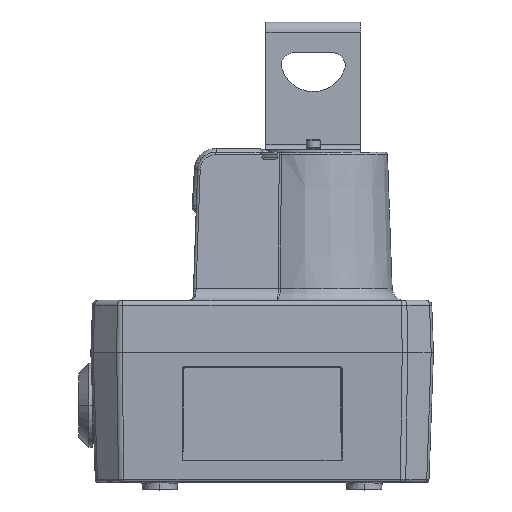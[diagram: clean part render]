
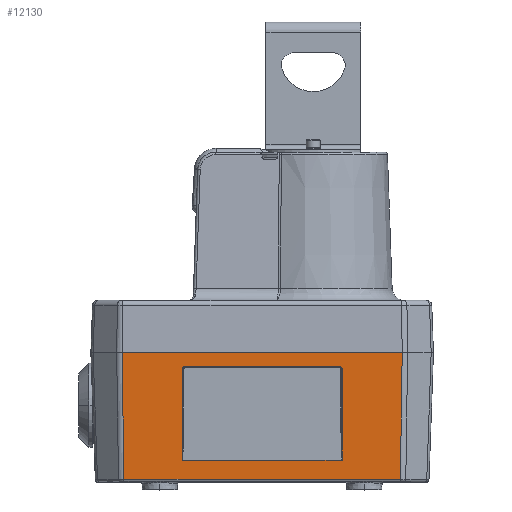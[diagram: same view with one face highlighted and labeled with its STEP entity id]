
A CAD part, top view. The second image highlights one B-rep face of the part: STEP entity #12130.
In plain terms, the highlighted face is planar.
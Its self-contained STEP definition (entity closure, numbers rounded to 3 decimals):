
#1026 = EDGE_LOOP ( 'NONE', ( #18328, #8493, #30727, #6791 ) ) ;
#1160 = CARTESIAN_POINT ( 'NONE',  ( 31.3, -5.249, -66.817 ) ) ;
#1326 = DIRECTION ( 'NONE',  ( -1., 0., 0. ) ) ;
#1330 = B_SPLINE_CURVE_WITH_KNOTS ( 'NONE', 3,
 ( #20878, #31783, #7319, #18210, #29079, #4647, #15533, #26413, #1972, #12863 ),
 .UNSPECIFIED., .F., .F.,
 ( 4, 3, 3, 4 ),
 ( 0., 0., 0., 0. ),
 .UNSPECIFIED. ) ;
#1375 = CARTESIAN_POINT ( 'NONE',  ( -30., -4.71, -66.836 ) ) ;
#1612 = ORIENTED_EDGE ( 'NONE', *, *, #25750, .T. ) ;
#1752 = FACE_BOUND ( 'NONE', #24778, .T. ) ;
#1830 = CARTESIAN_POINT ( 'NONE',  ( 56.037, -4.71, -66.836 ) ) ;
#1937 = EDGE_CURVE ( 'NONE', #3821, #11524, #8736, .T. ) ;
#1972 = CARTESIAN_POINT ( 'NONE',  ( 31.299, -41.518, -65.55 ) ) ;
#3258 = CARTESIAN_POINT ( 'NONE',  ( 31.3, -41.517, -65.55 ) ) ;
#3353 = CARTESIAN_POINT ( 'NONE',  ( -31.285, -41.523, -65.55 ) ) ;
#3463 = ORIENTED_EDGE ( 'NONE', *, *, #22563, .T. ) ;
#3821 = VERTEX_POINT ( 'NONE', #20569 ) ;
#4647 = CARTESIAN_POINT ( 'NONE',  ( 31.296, -41.52, -65.55 ) ) ;
#4669 = DIRECTION ( 'NONE',  ( 1., 0., 0. ) ) ;
#5611 = VERTEX_POINT ( 'NONE', #8173 ) ;
#5863 = CARTESIAN_POINT ( 'NONE',  ( -30., -4.71, -66.836 ) ) ;
#6038 = CARTESIAN_POINT ( 'NONE',  ( -31.293, -41.522, -65.55 ) ) ;
#6286 = CARTESIAN_POINT ( 'NONE',  ( 54.795, 0.018, -67.001 ) ) ;
#6709 = VECTOR ( 'NONE', #1326, 1000. ) ;
#6791 = ORIENTED_EDGE ( 'NONE', *, *, #26696, .F. ) ;
#7319 = CARTESIAN_POINT ( 'NONE',  ( 31.291, -41.522, -65.55 ) ) ;
#8024 = DIRECTION ( 'NONE',  ( -0.014, 0.999, -0.035 ) ) ;
#8099 = EDGE_CURVE ( 'NONE', #28809, #32340, #18228, .T. ) ;
#8173 = CARTESIAN_POINT ( 'NONE',  ( -54.802, 0.5, -67.017 ) ) ;
#8252 = EDGE_CURVE ( 'NONE', #21610, #18940, #32864, .T. ) ;
#8410 = CARTESIAN_POINT ( 'NONE',  ( 31.3, 0., -67. ) ) ;
#8493 = ORIENTED_EDGE ( 'NONE', *, *, #1937, .T. ) ;
#8610 = CARTESIAN_POINT ( 'NONE',  ( 30., -4.71, -66.836 ) ) ;
#8641 = AXIS2_PLACEMENT_3D ( 'NONE', #34408, #9954, #20829 ) ;
#8712 = CARTESIAN_POINT ( 'NONE',  ( -31.297, -41.519, -65.55 ) ) ;
#8736 = LINE ( 'NONE', #19608, #20532 ) ;
#9062 =( BOUNDED_CURVE ( )  B_SPLINE_CURVE ( 3, ( #1375, #12257, #23146, #34037 ),
 .UNSPECIFIED., .F., .F. ) 
 B_SPLINE_CURVE_WITH_KNOTS ( ( 4, 4 ),
 ( 3.142, 4.712 ),
 .UNSPECIFIED. ) 
 CURVE ( )  GEOMETRIC_REPRESENTATION_ITEM ( )  RATIONAL_B_SPLINE_CURVE ( ( 1., 0.805, 0.805, 1. ) ) 
 REPRESENTATION_ITEM ( '' )  );
#9496 = CARTESIAN_POINT ( 'NONE',  ( -31.285, -41.523, -65.55 ) ) ;
#9607 = CARTESIAN_POINT ( 'NONE',  ( 31.285, -41.523, -65.55 ) ) ;
#9954 = DIRECTION ( 'NONE',  ( 0., -0.035, -0.999 ) ) ;
#10401 = LINE ( 'NONE', #21279, #27009 ) ;
#10857 = ORIENTED_EDGE ( 'NONE', *, *, #14980, .T. ) ;
#11390 = CARTESIAN_POINT ( 'NONE',  ( -31.3, -41.517, -65.55 ) ) ;
#11524 = VERTEX_POINT ( 'NONE', #23299 ) ;
#12053 = CARTESIAN_POINT ( 'NONE',  ( 30.762, -4.71, -66.836 ) ) ;
#12130 = ADVANCED_FACE ( 'NONE', ( #1752, #12638 ), #23520, .T. ) ;
#12257 = CARTESIAN_POINT ( 'NONE',  ( -30.762, -4.71, -66.836 ) ) ;
#12319 = ORIENTED_EDGE ( 'NONE', *, *, #23412, .T. ) ;
#12360 = CARTESIAN_POINT ( 'NONE',  ( -31.3, -6.01, -66.79 ) ) ;
#12377 =( BOUNDED_CURVE ( )  B_SPLINE_CURVE ( 3, ( #25611, #1160, #12053, #22938 ),
 .UNSPECIFIED., .F., .F. ) 
 B_SPLINE_CURVE_WITH_KNOTS ( ( 4, 4 ),
 ( 1.571, 3.142 ),
 .UNSPECIFIED. ) 
 CURVE ( )  GEOMETRIC_REPRESENTATION_ITEM ( )  RATIONAL_B_SPLINE_CURVE ( ( 1., 0.805, 0.805, 1. ) ) 
 REPRESENTATION_ITEM ( '' )  );
#12638 = FACE_OUTER_BOUND ( 'NONE', #1026, .T. ) ;
#12718 = DIRECTION ( 'NONE',  ( -1., 0., 0. ) ) ;
#12863 = CARTESIAN_POINT ( 'NONE',  ( 31.3, -41.517, -65.55 ) ) ;
#14265 = VECTOR ( 'NONE', #12718, 1000. ) ;
#14895 = LINE ( 'NONE', #25771, #6709 ) ;
#14980 = EDGE_CURVE ( 'NONE', #15195, #28386, #10401, .T. ) ;
#15195 = VERTEX_POINT ( 'NONE', #12360 ) ;
#15533 = CARTESIAN_POINT ( 'NONE',  ( 31.297, -41.519, -65.55 ) ) ;
#16662 = ORIENTED_EDGE ( 'NONE', *, *, #8252, .T. ) ;
#16921 = CARTESIAN_POINT ( 'NONE',  ( -31.29, -41.522, -65.55 ) ) ;
#17173 = DIRECTION ( 'NONE',  ( -0.014, -0.999, 0.035 ) ) ;
#18199 = CARTESIAN_POINT ( 'NONE',  ( 31.3, -6.01, -66.79 ) ) ;
#18210 = CARTESIAN_POINT ( 'NONE',  ( 31.294, -41.521, -65.55 ) ) ;
#18228 = LINE ( 'NONE', #29099, #32458 ) ;
#18308 = CARTESIAN_POINT ( 'NONE',  ( 54.802, 0.5, -67.017 ) ) ;
#18328 = ORIENTED_EDGE ( 'NONE', *, *, #20965, .T. ) ;
#18940 = VERTEX_POINT ( 'NONE', #18199 ) ;
#19287 = DIRECTION ( 'NONE',  ( 0., 0.999, -0.035 ) ) ;
#19586 = CARTESIAN_POINT ( 'NONE',  ( -31.296, -41.52, -65.55 ) ) ;
#19608 = CARTESIAN_POINT ( 'NONE',  ( -54.071, -49.035, -65.288 ) ) ;
#20532 = VECTOR ( 'NONE', #30498, 1000. ) ;
#20569 = CARTESIAN_POINT ( 'NONE',  ( 54.085, -49.035, -65.288 ) ) ;
#20696 = VECTOR ( 'NONE', #8024, 1000. ) ;
#20829 = DIRECTION ( 'NONE',  ( 0., 0.999, -0.035 ) ) ;
#20878 = CARTESIAN_POINT ( 'NONE',  ( 31.285, -41.523, -65.55 ) ) ;
#20965 = EDGE_CURVE ( 'NONE', #23671, #3821, #30737, .T. ) ;
#21279 = CARTESIAN_POINT ( 'NONE',  ( -31.3, 0., -67. ) ) ;
#21561 = VERTEX_POINT ( 'NONE', #8610 ) ;
#21580 = LINE ( 'NONE', #32487, #20696 ) ;
#21610 = VERTEX_POINT ( 'NONE', #3258 ) ;
#21956 = EDGE_CURVE ( 'NONE', #11524, #5611, #21580, .T. ) ;
#22262 = CARTESIAN_POINT ( 'NONE',  ( -31.299, -41.518, -65.55 ) ) ;
#22563 = EDGE_CURVE ( 'NONE', #30335, #15195, #9062, .T. ) ;
#22720 = ORIENTED_EDGE ( 'NONE', *, *, #8099, .T. ) ;
#22786 = VECTOR ( 'NONE', #19287, 1000. ) ;
#22884 = ORIENTED_EDGE ( 'NONE', *, *, #34209, .T. ) ;
#22938 = CARTESIAN_POINT ( 'NONE',  ( 30., -4.71, -66.836 ) ) ;
#23146 = CARTESIAN_POINT ( 'NONE',  ( -31.3, -5.249, -66.817 ) ) ;
#23299 = CARTESIAN_POINT ( 'NONE',  ( -54.085, -49.035, -65.288 ) ) ;
#23412 = EDGE_CURVE ( 'NONE', #28386, #28809, #30403, .T. ) ;
#23520 = PLANE ( 'NONE',  #8641 ) ;
#23671 = VERTEX_POINT ( 'NONE', #18308 ) ;
#24046 = ORIENTED_EDGE ( 'NONE', *, *, #31554, .T. ) ;
#24778 = EDGE_LOOP ( 'NONE', ( #10857, #12319, #22720, #1612, #16662, #22884, #24046, #3463 ) ) ;
#25611 = CARTESIAN_POINT ( 'NONE',  ( 31.3, -6.01, -66.79 ) ) ;
#25750 = EDGE_CURVE ( 'NONE', #32340, #21610, #1330, .T. ) ;
#25771 = CARTESIAN_POINT ( 'NONE',  ( 0., 0.5, -67.017 ) ) ;
#25782 = VECTOR ( 'NONE', #17173, 1000. ) ;
#26271 = LINE ( 'NONE', #1830, #14265 ) ;
#26413 = CARTESIAN_POINT ( 'NONE',  ( 31.298, -41.519, -65.55 ) ) ;
#26696 = EDGE_CURVE ( 'NONE', #23671, #5611, #14895, .T. ) ;
#27009 = VECTOR ( 'NONE', #32186, 1000. ) ;
#27794 = CARTESIAN_POINT ( 'NONE',  ( -31.288, -41.523, -65.55 ) ) ;
#28094 = CARTESIAN_POINT ( 'NONE',  ( -31.3, -41.517, -65.55 ) ) ;
#28386 = VERTEX_POINT ( 'NONE', #28094 ) ;
#28809 = VERTEX_POINT ( 'NONE', #9496 ) ;
#29079 = CARTESIAN_POINT ( 'NONE',  ( 31.295, -41.521, -65.55 ) ) ;
#29099 = CARTESIAN_POINT ( 'NONE',  ( 56.037, -41.523, -65.55 ) ) ;
#30335 = VERTEX_POINT ( 'NONE', #5863 ) ;
#30403 = B_SPLINE_CURVE_WITH_KNOTS ( 'NONE', 3,
 ( #11390, #22262, #33164, #8712, #19586, #30475, #6038, #16921, #27794, #3353 ),
 .UNSPECIFIED., .F., .F.,
 ( 4, 3, 3, 4 ),
 ( 0., 0., 0., 0. ),
 .UNSPECIFIED. ) ;
#30475 = CARTESIAN_POINT ( 'NONE',  ( -31.294, -41.521, -65.55 ) ) ;
#30498 = DIRECTION ( 'NONE',  ( -1., 0., 0. ) ) ;
#30727 = ORIENTED_EDGE ( 'NONE', *, *, #21956, .T. ) ;
#30737 = LINE ( 'NONE', #6286, #25782 ) ;
#31554 = EDGE_CURVE ( 'NONE', #21561, #30335, #26271, .T. ) ;
#31783 = CARTESIAN_POINT ( 'NONE',  ( 31.288, -41.523, -65.55 ) ) ;
#32186 = DIRECTION ( 'NONE',  ( 0., -0.999, 0.035 ) ) ;
#32340 = VERTEX_POINT ( 'NONE', #9607 ) ;
#32458 = VECTOR ( 'NONE', #4669, 1000. ) ;
#32487 = CARTESIAN_POINT ( 'NONE',  ( -54.772, -1.601, -66.944 ) ) ;
#32864 = LINE ( 'NONE', #8410, #22786 ) ;
#33164 = CARTESIAN_POINT ( 'NONE',  ( -31.298, -41.519, -65.55 ) ) ;
#34037 = CARTESIAN_POINT ( 'NONE',  ( -31.3, -6.01, -66.79 ) ) ;
#34209 = EDGE_CURVE ( 'NONE', #18940, #21561, #12377, .T. ) ;
#34408 = CARTESIAN_POINT ( 'NONE',  ( 56.037, 0., -67. ) ) ;
